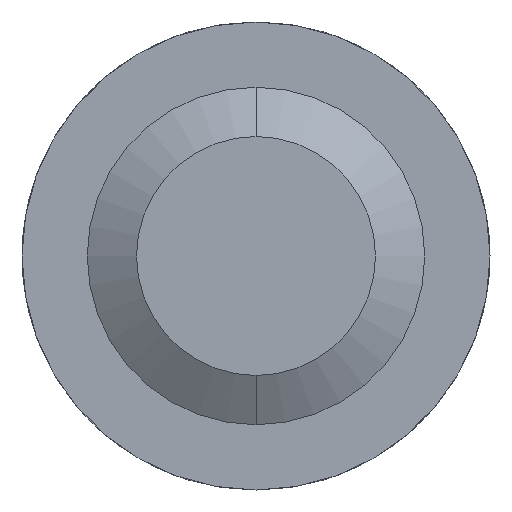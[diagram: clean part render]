
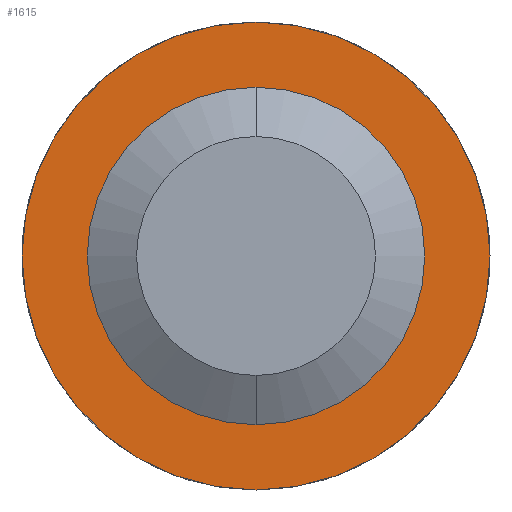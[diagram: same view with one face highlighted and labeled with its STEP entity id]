
A CAD part, front view. The second image highlights one B-rep face of the part: STEP entity #1615.
In plain terms, the highlighted planar face has unit normal (0, -1, 0).
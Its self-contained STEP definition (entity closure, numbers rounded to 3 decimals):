
#11 = CARTESIAN_POINT ( 'NONE',  ( 0., -2.5, 0.95 ) ) ;
#125 = ORIENTED_EDGE ( 'NONE', *, *, #2557, .F. ) ;
#178 = DIRECTION ( 'NONE',  ( 0., 0., 1. ) ) ;
#247 = EDGE_LOOP ( 'NONE', ( #2254, #282 ) ) ;
#271 = DIRECTION ( 'NONE',  ( 0., 1., 0. ) ) ;
#282 = ORIENTED_EDGE ( 'NONE', *, *, #726, .T. ) ;
#364 = EDGE_CURVE ( 'Defeature ausgef�hrt1_5+Defeature ausgef�hrt1_6+Defeature ausgef�hrt1_6+Defeature ausgef�hrt1_6', #4215, #1977, #938, .T. ) ;
#710 = AXIS2_PLACEMENT_3D ( 'NONE', #3678, #271, #2597 ) ;
#726 = EDGE_CURVE ( 'Defeature ausgef�hrt1_5+Defeature ausgef�hrt1_6+Defeature ausgef�hrt1_6+Defeature ausgef�hrt1_6', #1977, #4215, #743, .T. ) ;
#743 = CIRCLE ( 'NONE', #1549, 0.685 ) ;
#827 = DIRECTION ( 'NONE',  ( 0., 1., 0. ) ) ;
#938 = CIRCLE ( 'NONE', #1310, 0.685 ) ;
#1008 = VERTEX_POINT ( 'NONE', #11 ) ;
#1167 = CIRCLE ( 'NONE', #710, 0.95 ) ;
#1180 = CARTESIAN_POINT ( 'NONE',  ( 0., -2.5, 0. ) ) ;
#1297 = CARTESIAN_POINT ( 'NONE',  ( 0., -2.5, 0.685 ) ) ;
#1310 = AXIS2_PLACEMENT_3D ( 'NONE', #2879, #2568, #3240 ) ;
#1339 = DIRECTION ( 'NONE',  ( 0., 1., 0. ) ) ;
#1367 = PLANE ( 'NONE',  #1703 ) ;
#1549 = AXIS2_PLACEMENT_3D ( 'NONE', #1180, #827, #3866 ) ;
#1615 = ADVANCED_FACE ( 'Defeature ausgef�hrt1_5', ( #4119, #2728 ), #1367, .F. ) ;
#1664 = VERTEX_POINT ( 'NONE', #2724 ) ;
#1703 = AXIS2_PLACEMENT_3D ( 'NONE', #3722, #1339, #3696 ) ;
#1977 = VERTEX_POINT ( 'NONE', #4318 ) ;
#2254 = ORIENTED_EDGE ( 'NONE', *, *, #364, .T. ) ;
#2406 = AXIS2_PLACEMENT_3D ( 'NONE', #2884, #3524, #178 ) ;
#2512 = CIRCLE ( 'NONE', #2406, 0.95 ) ;
#2557 = EDGE_CURVE ( 'Defeature ausgef�hrt1_4+Defeature ausgef�hrt1_5+Defeature ausgef�hrt1_5+Defeature ausgef�hrt1_5', #1664, #1008, #1167, .T. ) ;
#2568 = DIRECTION ( 'NONE',  ( 0., 1., 0. ) ) ;
#2597 = DIRECTION ( 'NONE',  ( 0., 0., 1. ) ) ;
#2724 = CARTESIAN_POINT ( 'NONE',  ( 0., -2.5, -0.95 ) ) ;
#2728 = FACE_BOUND ( 'NONE', #247, .T. ) ;
#2879 = CARTESIAN_POINT ( 'NONE',  ( 0., -2.5, 0. ) ) ;
#2884 = CARTESIAN_POINT ( 'NONE',  ( 0., -2.5, 0. ) ) ;
#3240 = DIRECTION ( 'NONE',  ( 0., 0., 1. ) ) ;
#3524 = DIRECTION ( 'NONE',  ( 0., 1., 0. ) ) ;
#3678 = CARTESIAN_POINT ( 'NONE',  ( 0., -2.5, 0. ) ) ;
#3696 = DIRECTION ( 'NONE',  ( 0., 0., 1. ) ) ;
#3722 = CARTESIAN_POINT ( 'NONE',  ( 0.95, -2.5, 0. ) ) ;
#3760 = EDGE_CURVE ( 'Defeature ausgef�hrt1_4+Defeature ausgef�hrt1_5+Defeature ausgef�hrt1_5+Defeature ausgef�hrt1_5', #1008, #1664, #2512, .T. ) ;
#3866 = DIRECTION ( 'NONE',  ( 0., 0., 1. ) ) ;
#3875 = EDGE_LOOP ( 'NONE', ( #4372, #125 ) ) ;
#4119 = FACE_OUTER_BOUND ( 'NONE', #3875, .T. ) ;
#4215 = VERTEX_POINT ( 'NONE', #1297 ) ;
#4318 = CARTESIAN_POINT ( 'NONE',  ( 0., -2.5, -0.685 ) ) ;
#4372 = ORIENTED_EDGE ( 'NONE', *, *, #3760, .F. ) ;
